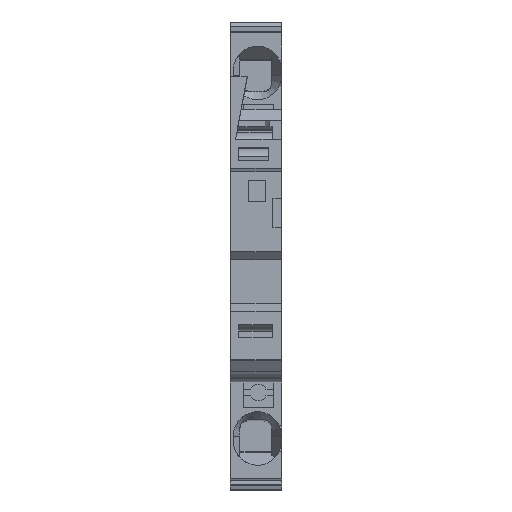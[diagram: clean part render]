
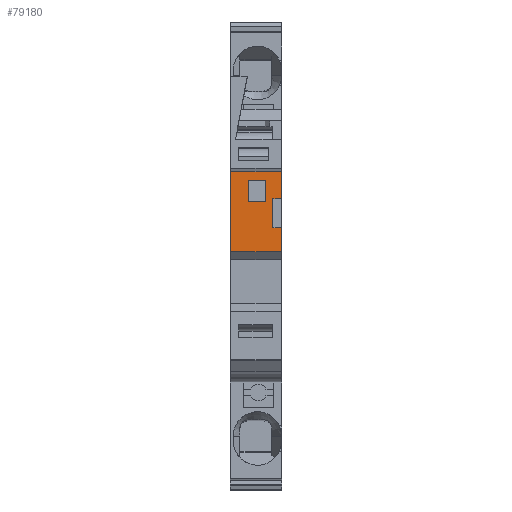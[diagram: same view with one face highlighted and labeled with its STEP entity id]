
A CAD part, top view. The second image highlights one B-rep face of the part: STEP entity #79180.
In plain terms, the highlighted face is planar.
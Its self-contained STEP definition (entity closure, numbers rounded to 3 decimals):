
#24410=CARTESIAN_POINT('',(-19.128,44.5,
1.));
#24420=VERTEX_POINT('',#24410);
#24450=CARTESIAN_POINT('',(-23.,44.5,
1.));
#24460=DIRECTION('',(-1.,0.,0.));
#24470=VECTOR('',#24460,1.);
#24480=LINE('',#24450,#24470);
#24490=CARTESIAN_POINT('',(-16.275,44.5,
1.));
#24500=VERTEX_POINT('',#24490);
#24510=EDGE_CURVE('',#24500,#24420,#24480,.T.);
#24730=CARTESIAN_POINT('',(-12.775,44.5,
1.));
#24740=VERTEX_POINT('',#24730);
#24770=CARTESIAN_POINT('',(-9.55,44.5,
1.));
#24780=VERTEX_POINT('',#24770);
#24790=EDGE_CURVE('',#24780,#24740,#24480,.T.);
#41300=CARTESIAN_POINT('',(-12.775,44.5,
0.));
#41310=VERTEX_POINT('',#41300);
#41340=CARTESIAN_POINT('',(-12.775,44.5,
3.));
#41350=DIRECTION('',(0.,0.,-1.));
#41360=VECTOR('',#41350,1.);
#41370=LINE('',#41340,#41360);
#41380=EDGE_CURVE('',#24740,#41310,#41370,.T.);
#53580=CARTESIAN_POINT('',(-9.55,44.5,
-5.05));
#53590=VERTEX_POINT('',#53580);
#53620=CARTESIAN_POINT('',(-23.,44.5,
-5.05));
#53630=DIRECTION('',(-1.,0.,0.));
#53640=VECTOR('',#53630,1.);
#53650=LINE('',#53620,#53640);
#53660=CARTESIAN_POINT('',(-19.128,44.5,
-5.05));
#53670=VERTEX_POINT('',#53660);
#53680=EDGE_CURVE('',#53590,#53670,#53650,.T.);
#56330=CARTESIAN_POINT('',(-10.55,44.5,
-0.875));
#56340=VERTEX_POINT('',#56330);
#56510=CARTESIAN_POINT('',(-10.55,44.5,
-2.975));
#56520=VERTEX_POINT('',#56510);
#56550=CARTESIAN_POINT('',(-10.55,44.5,
3.));
#56560=DIRECTION('',(0.,0.,-1.));
#56570=VECTOR('',#56560,1.);
#56580=LINE('',#56550,#56570);
#56590=EDGE_CURVE('',#56340,#56520,#56580,.T.);
#61050=CARTESIAN_POINT('',(-13.15,44.5,
-2.975));
#61060=VERTEX_POINT('',#61050);
#61090=CARTESIAN_POINT('',(-23.,44.5,
-2.975));
#61100=DIRECTION('',(1.,0.,0.));
#61110=VECTOR('',#61100,1.);
#61120=LINE('',#61090,#61110);
#61130=EDGE_CURVE('',#61060,#56520,#61120,.T.);
#66880=CARTESIAN_POINT('',(-16.275,44.5,
0.));
#66890=VERTEX_POINT('',#66880);
#66920=CARTESIAN_POINT('',(-23.,44.5,
0.));
#66930=DIRECTION('',(-1.,0.,0.));
#66940=VECTOR('',#66930,1.);
#66950=LINE('',#66920,#66940);
#66960=EDGE_CURVE('',#41310,#66890,#66950,.T.);
#69680=CARTESIAN_POINT('',(-13.15,44.5,
-0.875));
#69690=VERTEX_POINT('',#69680);
#69790=CARTESIAN_POINT('',(-23.,44.5,
-0.875));
#69800=DIRECTION('',(-1.,0.,0.));
#69810=VECTOR('',#69800,1.);
#69820=LINE('',#69790,#69810);
#69830=EDGE_CURVE('',#56340,#69690,#69820,.T.);
#70080=CARTESIAN_POINT('',(-9.55,44.5,
3.));
#70090=DIRECTION('',(0.,0.,1.));
#70100=VECTOR('',#70090,1.);
#70110=LINE('',#70080,#70100);
#70120=EDGE_CURVE('',#53590,#24780,#70110,.T.);
#70370=CARTESIAN_POINT('',(-13.15,44.5,
3.));
#70380=DIRECTION('',(0.,0.,-1.));
#70390=VECTOR('',#70380,1.);
#70400=LINE('',#70370,#70390);
#70410=EDGE_CURVE('',#69690,#61060,#70400,.T.);
#73470=CARTESIAN_POINT('',(-19.128,44.5,
3.));
#73480=DIRECTION('',(0.,0.,-1.));
#73490=VECTOR('',#73480,1.);
#73500=LINE('',#73470,#73490);
#73510=EDGE_CURVE('',#24420,#53670,#73500,.T.);
#78920=CARTESIAN_POINT('',(-9.55,44.5,
-5.1));
#78930=DIRECTION('',(0.,-1.,0.));
#78940=DIRECTION('',(1.,0.,0.));
#78950=AXIS2_PLACEMENT_3D('',#78920,#78930,#78940);
#78960=PLANE('',#78950);
#78970=ORIENTED_EDGE('',*,*,#56590,.F.);
#78980=ORIENTED_EDGE('',*,*,#61130,.T.);
#78990=ORIENTED_EDGE('',*,*,#70410,.T.);
#79000=ORIENTED_EDGE('',*,*,#69830,.T.);
#79010=EDGE_LOOP('',(#79000,#78990,#78980,#78970));
#79020=FACE_BOUND('',#79010,.T.);
#79030=ORIENTED_EDGE('',*,*,#53680,.T.);
#79040=ORIENTED_EDGE('',*,*,#70120,.F.);
#79050=ORIENTED_EDGE('',*,*,#24790,.F.);
#79060=ORIENTED_EDGE('',*,*,#41380,.F.);
#79070=ORIENTED_EDGE('',*,*,#66960,.F.);
#79080=CARTESIAN_POINT('',(-16.275,44.5,
3.));
#79090=DIRECTION('',(0.,0.,1.));
#79100=VECTOR('',#79090,1.);
#79110=LINE('',#79080,#79100);
#79120=EDGE_CURVE('',#66890,#24500,#79110,.T.);
#79130=ORIENTED_EDGE('',*,*,#79120,.F.);
#79140=ORIENTED_EDGE('',*,*,#24510,.F.);
#79150=ORIENTED_EDGE('',*,*,#73510,.F.);
#79160=EDGE_LOOP('',(#79150,#79140,#79130,#79070,#79060,#79050,#79040,
#79030));
#79170=FACE_OUTER_BOUND('',#79160,.T.);
#79180=ADVANCED_FACE('',(#79020,#79170),#78960,.F.);
